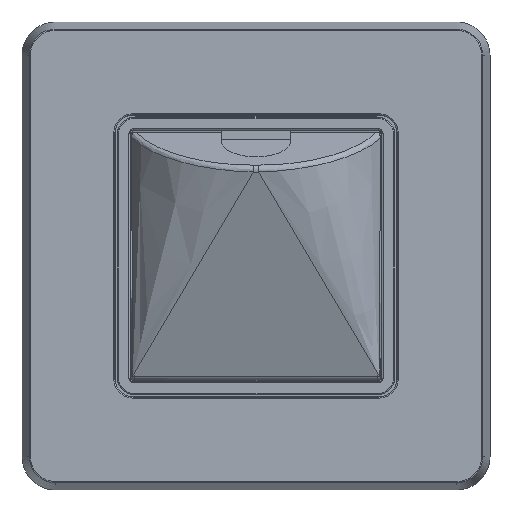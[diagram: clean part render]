
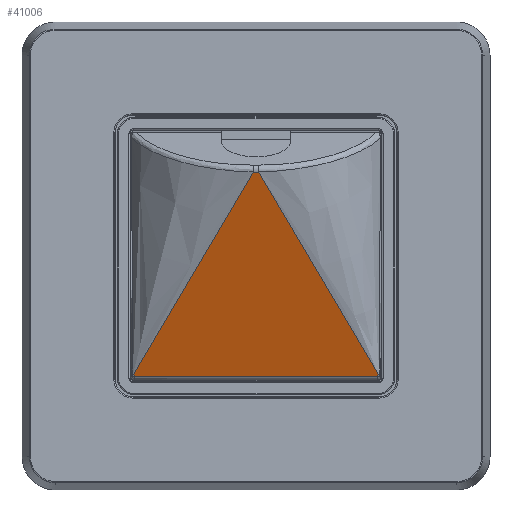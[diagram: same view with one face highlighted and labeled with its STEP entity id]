
A CAD part, top view. The second image highlights one B-rep face of the part: STEP entity #41006.
In plain terms, the highlighted planar face has unit normal (0, -0.334, 0.943).
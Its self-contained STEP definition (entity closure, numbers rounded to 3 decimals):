
#53 = CARTESIAN_POINT ( 'NONE',  ( -21.891, -21.62, 9.655 ) ) ;
#182 = VECTOR ( 'NONE', #2349, 1000. ) ;
#691 = CARTESIAN_POINT ( 'NONE',  ( 21.891, -21.62, 9.655 ) ) ;
#750 = CARTESIAN_POINT ( 'NONE',  ( -7.633, 2.977, 18.37 ) ) ;
#1011 = ORIENTED_EDGE ( 'NONE', *, *, #40105, .T. ) ;
#1645 = B_SPLINE_CURVE_WITH_KNOTS ( 'NONE', 3,
 ( #24633, #40169, #17814, #14694 ),
 .UNSPECIFIED., .F., .F.,
 ( 4, 4 ),
 ( 0., 1. ),
 .UNSPECIFIED. ) ;
#2349 = DIRECTION ( 'NONE',  ( 1., 0., 0. ) ) ;
#2516 = LINE ( 'NONE', #27791, #24892 ) ;
#4022 = EDGE_LOOP ( 'NONE', ( #7694, #31375, #15276, #1011, #14782, #36080 ) ) ;
#4512 = AXIS2_PLACEMENT_3D ( 'NONE', #30956, #15200, #21025 ) ;
#5575 = EDGE_CURVE ( 'NONE', #36025, #26856, #2516, .T. ) ;
#7175 = CARTESIAN_POINT ( 'NONE',  ( -14.761, -9.092, 14.094 ) ) ;
#7547 = VERTEX_POINT ( 'NONE', #691 ) ;
#7694 = ORIENTED_EDGE ( 'NONE', *, *, #5575, .F. ) ;
#9441 = VERTEX_POINT ( 'NONE', #36124 ) ;
#11470 = LINE ( 'NONE', #24113, #20004 ) ;
#14694 = CARTESIAN_POINT ( 'NONE',  ( 0.506, 15.046, 22.647 ) ) ;
#14782 = ORIENTED_EDGE ( 'NONE', *, *, #40326, .F. ) ;
#15200 = DIRECTION ( 'NONE',  ( 0., 0.334, -0.943 ) ) ;
#15276 = ORIENTED_EDGE ( 'NONE', *, *, #24997, .T. ) ;
#17701 = CARTESIAN_POINT ( 'NONE',  ( -21.891, -21.62, 9.655 ) ) ;
#17814 = CARTESIAN_POINT ( 'NONE',  ( 7.633, 2.977, 18.37 ) ) ;
#17854 = CARTESIAN_POINT ( 'NONE',  ( -0.506, 15.046, 22.647 ) ) ;
#19714 = VECTOR ( 'NONE', #23826, 1000. ) ;
#20004 = VECTOR ( 'NONE', #36750, 1000. ) ;
#20714 = LINE ( 'NONE', #26933, #19714 ) ;
#21025 = DIRECTION ( 'NONE',  ( -1., 0., 0. ) ) ;
#22341 = VERTEX_POINT ( 'NONE', #40157 ) ;
#22681 = CARTESIAN_POINT ( 'NONE',  ( -21.888, -21.161, 9.817 ) ) ;
#23826 = DIRECTION ( 'NONE',  ( 1., 0., 0. ) ) ;
#24113 = CARTESIAN_POINT ( 'NONE',  ( 21.891, -21.62, 9.655 ) ) ;
#24633 = CARTESIAN_POINT ( 'NONE',  ( 21.888, -21.161, 9.817 ) ) ;
#24651 = B_SPLINE_CURVE_WITH_KNOTS ( 'NONE', 3,
 ( #31834, #7175, #750, #35564 ),
 .UNSPECIFIED., .F., .F.,
 ( 4, 4 ),
 ( 0., 1. ),
 .UNSPECIFIED. ) ;
#24684 = DIRECTION ( 'NONE',  ( 0.006, 0.943, 0.334 ) ) ;
#24892 = VECTOR ( 'NONE', #24684, 1000. ) ;
#24997 = EDGE_CURVE ( 'NONE', #7547, #9441, #11470, .T. ) ;
#26816 = LINE ( 'NONE', #17701, #182 ) ;
#26856 = VERTEX_POINT ( 'NONE', #22681 ) ;
#26933 = CARTESIAN_POINT ( 'NONE',  ( -0.506, 15.046, 22.647 ) ) ;
#27271 = EDGE_CURVE ( 'NONE', #36025, #7547, #26816, .T. ) ;
#27791 = CARTESIAN_POINT ( 'NONE',  ( -21.891, -21.62, 9.655 ) ) ;
#28048 = FACE_OUTER_BOUND ( 'NONE', #4022, .T. ) ;
#30956 = CARTESIAN_POINT ( 'NONE',  ( 0., -9.497, 13.95 ) ) ;
#31194 = VERTEX_POINT ( 'NONE', #17854 ) ;
#31375 = ORIENTED_EDGE ( 'NONE', *, *, #27271, .T. ) ;
#31834 = CARTESIAN_POINT ( 'NONE',  ( -21.888, -21.161, 9.817 ) ) ;
#32948 = EDGE_CURVE ( 'NONE', #26856, #31194, #24651, .T. ) ;
#35564 = CARTESIAN_POINT ( 'NONE',  ( -0.506, 15.046, 22.647 ) ) ;
#36025 = VERTEX_POINT ( 'NONE', #53 ) ;
#36080 = ORIENTED_EDGE ( 'NONE', *, *, #32948, .F. ) ;
#36124 = CARTESIAN_POINT ( 'NONE',  ( 21.888, -21.161, 9.817 ) ) ;
#36750 = DIRECTION ( 'NONE',  ( -0.006, 0.943, 0.334 ) ) ;
#40105 = EDGE_CURVE ( 'NONE', #9441, #22341, #1645, .T. ) ;
#40157 = CARTESIAN_POINT ( 'NONE',  ( 0.506, 15.046, 22.647 ) ) ;
#40169 = CARTESIAN_POINT ( 'NONE',  ( 14.761, -9.092, 14.094 ) ) ;
#40326 = EDGE_CURVE ( 'NONE', #31194, #22341, #20714, .T. ) ;
#40893 = PLANE ( 'NONE',  #4512 ) ;
#41006 = ADVANCED_FACE ( 'NONE', ( #28048 ), #40893, .F. ) ;
